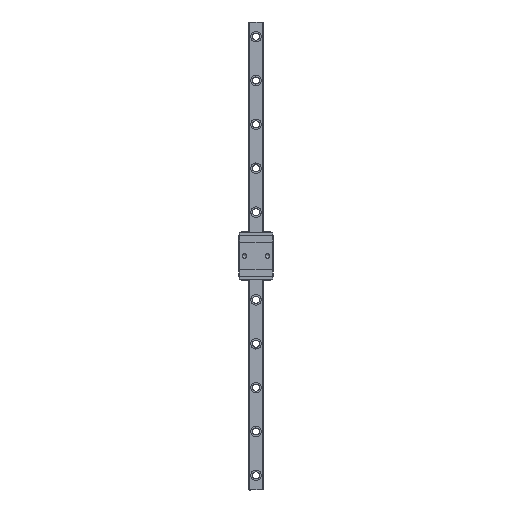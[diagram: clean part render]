
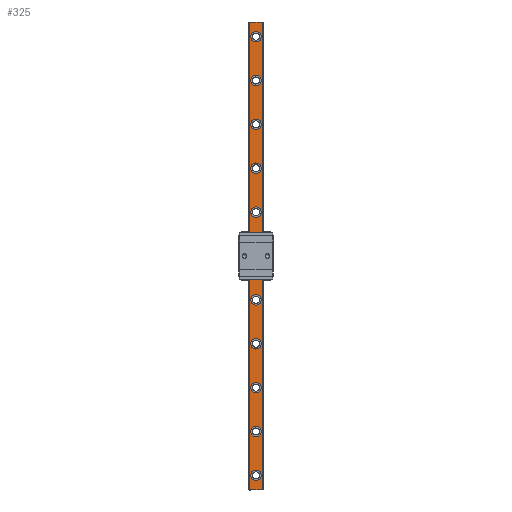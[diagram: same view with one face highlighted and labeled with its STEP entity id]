
A CAD part, top view. The second image highlights one B-rep face of the part: STEP entity #325.
In plain terms, the highlighted planar face has unit normal (0, 0, 1).
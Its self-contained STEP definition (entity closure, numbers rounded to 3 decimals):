
#325 = ADVANCED_FACE( '', ( #791, #792, #793, #794, #795, #796, #797, #798, #799, #800, #801, #802 ), #803, .T. );
#791 = FACE_BOUND( '', #1473, .T. );
#792 = FACE_BOUND( '', #1474, .T. );
#793 = FACE_BOUND( '', #1475, .T. );
#794 = FACE_BOUND( '', #1476, .T. );
#795 = FACE_BOUND( '', #1477, .T. );
#796 = FACE_BOUND( '', #1478, .T. );
#797 = FACE_BOUND( '', #1479, .T. );
#798 = FACE_BOUND( '', #1480, .T. );
#799 = FACE_BOUND( '', #1481, .T. );
#800 = FACE_BOUND( '', #1482, .T. );
#801 = FACE_BOUND( '', #1483, .T. );
#802 = FACE_OUTER_BOUND( '', #1484, .T. );
#803 = PLANE( '', #1485 );
#1473 = EDGE_LOOP( '', ( #2339 ) );
#1474 = EDGE_LOOP( '', ( #2340 ) );
#1475 = EDGE_LOOP( '', ( #2341 ) );
#1476 = EDGE_LOOP( '', ( #2342 ) );
#1477 = EDGE_LOOP( '', ( #2343 ) );
#1478 = EDGE_LOOP( '', ( #2344 ) );
#1479 = EDGE_LOOP( '', ( #2345 ) );
#1480 = EDGE_LOOP( '', ( #2346 ) );
#1481 = EDGE_LOOP( '', ( #2347 ) );
#1482 = EDGE_LOOP( '', ( #2348 ) );
#1483 = EDGE_LOOP( '', ( #2349 ) );
#1484 = EDGE_LOOP( '', ( #2350, #2351, #2352, #2353 ) );
#1485 = AXIS2_PLACEMENT_3D( '', #2354, #2355, #2356 );
#2339 = ORIENTED_EDGE( '', *, *, #3975, .T. );
#2340 = ORIENTED_EDGE( '', *, *, #3968, .T. );
#2341 = ORIENTED_EDGE( '', *, *, #3976, .T. );
#2342 = ORIENTED_EDGE( '', *, *, #3977, .T. );
#2343 = ORIENTED_EDGE( '', *, *, #3978, .T. );
#2344 = ORIENTED_EDGE( '', *, *, #3979, .T. );
#2345 = ORIENTED_EDGE( '', *, *, #3980, .T. );
#2346 = ORIENTED_EDGE( '', *, *, #3981, .T. );
#2347 = ORIENTED_EDGE( '', *, *, #3982, .T. );
#2348 = ORIENTED_EDGE( '', *, *, #3983, .T. );
#2349 = ORIENTED_EDGE( '', *, *, #3984, .T. );
#2350 = ORIENTED_EDGE( '', *, *, #3896, .F. );
#2351 = ORIENTED_EDGE( '', *, *, #3985, .F. );
#2352 = ORIENTED_EDGE( '', *, *, #3911, .T. );
#2353 = ORIENTED_EDGE( '', *, *, #3986, .T. );
#2354 = CARTESIAN_POINT( '', ( 2.074, -80., 3.7 ) );
#2355 = DIRECTION( '', ( 0., 0., 1. ) );
#2356 = DIRECTION( '', ( 1., 0., 0. ) );
#3896 = EDGE_CURVE( '', #4647, #4649, #4650, .T. );
#3911 = EDGE_CURVE( '', #4677, #4675, #4678, .T. );
#3968 = EDGE_CURVE( '', #4776, #4776, #4777, .T. );
#3975 = EDGE_CURVE( '', #4788, #4788, #4789, .T. );
#3976 = EDGE_CURVE( '', #4790, #4790, #4791, .T. );
#3977 = EDGE_CURVE( '', #4792, #4792, #4793, .T. );
#3978 = EDGE_CURVE( '', #4794, #4794, #4795, .T. );
#3979 = EDGE_CURVE( '', #4796, #4796, #4797, .T. );
#3980 = EDGE_CURVE( '', #4798, #4798, #4799, .T. );
#3981 = EDGE_CURVE( '', #4800, #4800, #4801, .T. );
#3982 = EDGE_CURVE( '', #4802, #4802, #4803, .T. );
#3983 = EDGE_CURVE( '', #4804, #4804, #4805, .T. );
#3984 = EDGE_CURVE( '', #4806, #4806, #4807, .T. );
#3985 = EDGE_CURVE( '', #4677, #4647, #4808, .T. );
#3986 = EDGE_CURVE( '', #4675, #4649, #4809, .T. );
#4647 = VERTEX_POINT( '', #5731 );
#4649 = VERTEX_POINT( '', #5733 );
#4650 = LINE( '', #5734, #5735 );
#4675 = VERTEX_POINT( '', #5766 );
#4677 = VERTEX_POINT( '', #5768 );
#4678 = LINE( '', #5769, #5770 );
#4776 = VERTEX_POINT( '', #5907 );
#4777 = CIRCLE( '', #5908, 1.8 );
#4788 = VERTEX_POINT( '', #5923 );
#4789 = CIRCLE( '', #5924, 1.8 );
#4790 = VERTEX_POINT( '', #5925 );
#4791 = CIRCLE( '', #5926, 1.8 );
#4792 = VERTEX_POINT( '', #5927 );
#4793 = CIRCLE( '', #5928, 1.8 );
#4794 = VERTEX_POINT( '', #5929 );
#4795 = CIRCLE( '', #5930, 1.8 );
#4796 = VERTEX_POINT( '', #5931 );
#4797 = CIRCLE( '', #5932, 1.8 );
#4798 = VERTEX_POINT( '', #5933 );
#4799 = CIRCLE( '', #5934, 1.8 );
#4800 = VERTEX_POINT( '', #5935 );
#4801 = CIRCLE( '', #5936, 1.8 );
#4802 = VERTEX_POINT( '', #5937 );
#4803 = CIRCLE( '', #5938, 1.8 );
#4804 = VERTEX_POINT( '', #5939 );
#4805 = CIRCLE( '', #5940, 1.8 );
#4806 = VERTEX_POINT( '', #5941 );
#4807 = CIRCLE( '', #5942, 1.8 );
#4808 = LINE( '', #5943, #5944 );
#4809 = LINE( '', #5945, #5946 );
#5731 = CARTESIAN_POINT( '', ( -2.074, 80., 3.7 ) );
#5733 = CARTESIAN_POINT( '', ( 2.074, 80., 3.7 ) );
#5734 = CARTESIAN_POINT( '', ( 2.074, 80., 3.7 ) );
#5735 = VECTOR( '', #6981, 1000. );
#5766 = CARTESIAN_POINT( '', ( 2.074, -80., 3.7 ) );
#5768 = CARTESIAN_POINT( '', ( -2.074, -80., 3.7 ) );
#5769 = CARTESIAN_POINT( '', ( 2.074, -80., 3.7 ) );
#5770 = VECTOR( '', #7009, 1000. );
#5907 = CARTESIAN_POINT( '', ( 1.8, -60., 3.7 ) );
#5908 = AXIS2_PLACEMENT_3D( '', #7073, #7074, #7075 );
#5923 = CARTESIAN_POINT( '', ( 1.8, -75., 3.7 ) );
#5924 = AXIS2_PLACEMENT_3D( '', #7080, #7081, #7082 );
#5925 = CARTESIAN_POINT( '', ( 1.8, -45., 3.7 ) );
#5926 = AXIS2_PLACEMENT_3D( '', #7083, #7084, #7085 );
#5927 = CARTESIAN_POINT( '', ( 1.8, -30., 3.7 ) );
#5928 = AXIS2_PLACEMENT_3D( '', #7086, #7087, #7088 );
#5929 = CARTESIAN_POINT( '', ( 1.8, -15., 3.7 ) );
#5930 = AXIS2_PLACEMENT_3D( '', #7089, #7090, #7091 );
#5931 = CARTESIAN_POINT( '', ( 1.8, 0., 3.7 ) );
#5932 = AXIS2_PLACEMENT_3D( '', #7092, #7093, #7094 );
#5933 = CARTESIAN_POINT( '', ( 1.8, 15., 3.7 ) );
#5934 = AXIS2_PLACEMENT_3D( '', #7095, #7096, #7097 );
#5935 = CARTESIAN_POINT( '', ( 1.8, 30., 3.7 ) );
#5936 = AXIS2_PLACEMENT_3D( '', #7098, #7099, #7100 );
#5937 = CARTESIAN_POINT( '', ( 1.8, 45., 3.7 ) );
#5938 = AXIS2_PLACEMENT_3D( '', #7101, #7102, #7103 );
#5939 = CARTESIAN_POINT( '', ( 1.8, 60., 3.7 ) );
#5940 = AXIS2_PLACEMENT_3D( '', #7104, #7105, #7106 );
#5941 = CARTESIAN_POINT( '', ( 1.8, 75., 3.7 ) );
#5942 = AXIS2_PLACEMENT_3D( '', #7107, #7108, #7109 );
#5943 = CARTESIAN_POINT( '', ( -2.074, -80., 3.7 ) );
#5944 = VECTOR( '', #7110, 1000. );
#5945 = CARTESIAN_POINT( '', ( 2.074, -80., 3.7 ) );
#5946 = VECTOR( '', #7111, 1000. );
#6981 = DIRECTION( '', ( 1., 0., 0. ) );
#7009 = DIRECTION( '', ( 1., 0., 0. ) );
#7073 = CARTESIAN_POINT( '', ( 0., -60., 3.7 ) );
#7074 = DIRECTION( '', ( 0., 0., -1. ) );
#7075 = DIRECTION( '', ( 1., 0., 0. ) );
#7080 = CARTESIAN_POINT( '', ( 0., -75., 3.7 ) );
#7081 = DIRECTION( '', ( 0., 0., -1. ) );
#7082 = DIRECTION( '', ( 1., 0., 0. ) );
#7083 = CARTESIAN_POINT( '', ( 0., -45., 3.7 ) );
#7084 = DIRECTION( '', ( 0., 0., -1. ) );
#7085 = DIRECTION( '', ( 1., 0., 0. ) );
#7086 = CARTESIAN_POINT( '', ( 0., -30., 3.7 ) );
#7087 = DIRECTION( '', ( 0., 0., -1. ) );
#7088 = DIRECTION( '', ( 1., 0., 0. ) );
#7089 = CARTESIAN_POINT( '', ( 0., -15., 3.7 ) );
#7090 = DIRECTION( '', ( 0., 0., -1. ) );
#7091 = DIRECTION( '', ( 1., 0., 0. ) );
#7092 = CARTESIAN_POINT( '', ( 0., 0., 3.7 ) );
#7093 = DIRECTION( '', ( 0., 0., -1. ) );
#7094 = DIRECTION( '', ( 1., 0., 0. ) );
#7095 = CARTESIAN_POINT( '', ( 0., 15., 3.7 ) );
#7096 = DIRECTION( '', ( 0., 0., -1. ) );
#7097 = DIRECTION( '', ( 1., 0., 0. ) );
#7098 = CARTESIAN_POINT( '', ( 0., 30., 3.7 ) );
#7099 = DIRECTION( '', ( 0., 0., -1. ) );
#7100 = DIRECTION( '', ( 1., 0., 0. ) );
#7101 = CARTESIAN_POINT( '', ( 0., 45., 3.7 ) );
#7102 = DIRECTION( '', ( 0., 0., -1. ) );
#7103 = DIRECTION( '', ( 1., 0., 0. ) );
#7104 = CARTESIAN_POINT( '', ( 0., 60., 3.7 ) );
#7105 = DIRECTION( '', ( 0., 0., -1. ) );
#7106 = DIRECTION( '', ( 1., 0., 0. ) );
#7107 = CARTESIAN_POINT( '', ( 0., 75., 3.7 ) );
#7108 = DIRECTION( '', ( 0., 0., -1. ) );
#7109 = DIRECTION( '', ( 1., 0., 0. ) );
#7110 = DIRECTION( '', ( 0., 1., 0. ) );
#7111 = DIRECTION( '', ( 0., 1., 0. ) );
